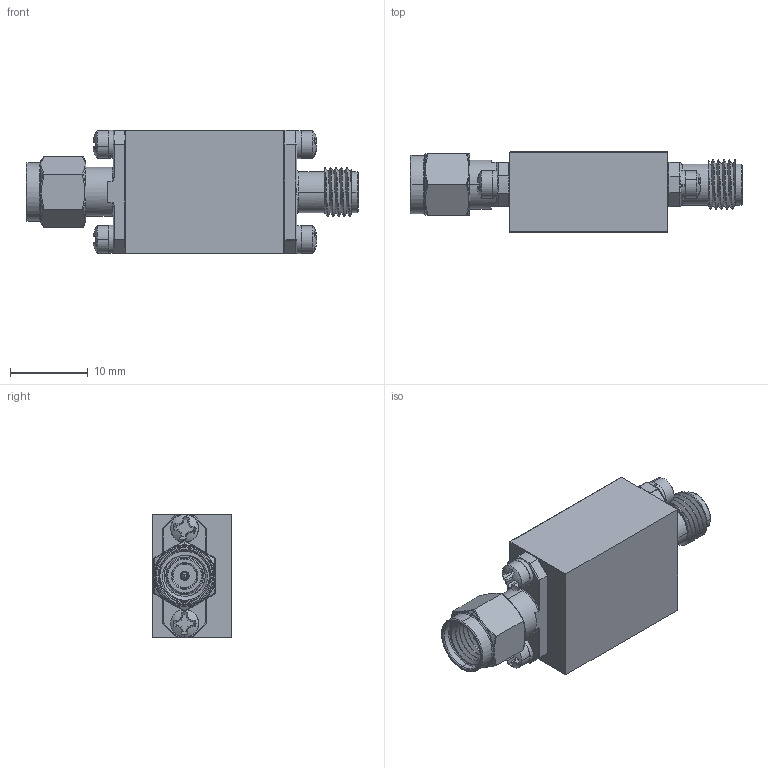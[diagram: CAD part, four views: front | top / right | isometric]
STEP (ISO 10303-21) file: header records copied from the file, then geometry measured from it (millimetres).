
FILE_DESCRIPTION (( 'STEP AP214' ), '1' );
FILE_NAME ('LM-0R1G4G STEP Model.STEP', '2024-04-25T13:16:26', ( '' ), ( '' ), 'SwSTEP 2.0', 'SolidWorks 2023', '' );
FILE_SCHEMA (( 'AUTOMOTIVE_DESIGN' ));
Length unit declared in the file: inch
Products named in the file (1): LM-0R1G4G STEP Model
Bounding box: 42.7 x 10.29 x 15.9 mm (x, y, z)
Volume: 3896.2 mm3; surface area: 5272.2 mm2
Topology: 28 solids, 28 shells, 1196 faces, 4273 edges, 3251 vertices
Faces by surface type: plane 515, cylinder 314, torus 142, cone 128, sphere 50, bspline 47
Entity records: 50051 total; most frequent: CARTESIAN_POINT 12470, ORIENTED_EDGE 8378, DIRECTION 7168, EDGE_CURVE 4189, VERTEX_POINT 3247, LINE 2504, VECTOR 2504, AXIS2_PLACEMENT_3D 2332
